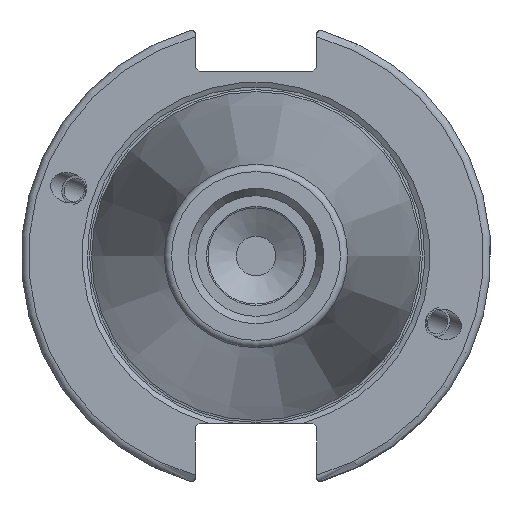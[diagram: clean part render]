
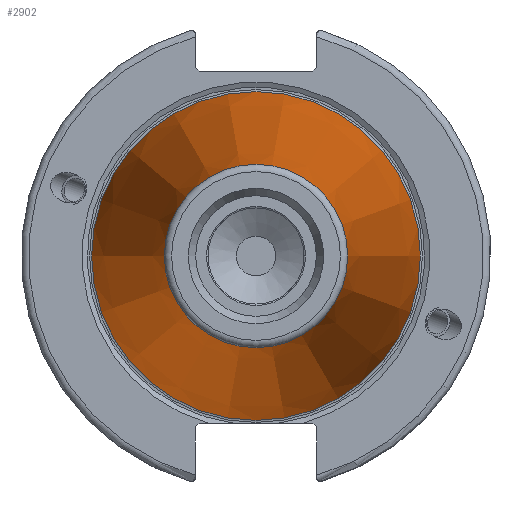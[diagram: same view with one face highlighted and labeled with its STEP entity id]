
A CAD part, left-side view. The second image highlights one B-rep face of the part: STEP entity #2902.
In plain terms, the highlighted conical face has half-angle 8.297 degrees and reference radius 17.248 mm.
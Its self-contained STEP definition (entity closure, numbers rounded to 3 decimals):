
#166=CONICAL_SURFACE('',#3283,17.248,0.145);
#314=FACE_OUTER_BOUND('',#485,.T.);
#485=EDGE_LOOP('',(#2343,#2344,#2345,#2346,#2347,#2348,#2349));
#670=LINE('',#5303,#844);
#844=VECTOR('',#3962,17.248);
#1024=CIRCLE('',#3274,12.397);
#1025=CIRCLE('',#3275,12.397);
#1029=CIRCLE('',#3279,12.397);
#1032=CIRCLE('',#3284,22.225);
#1033=CIRCLE('',#3285,22.225);
#1308=VERTEX_POINT('',#5282);
#1309=VERTEX_POINT('',#5283);
#1310=VERTEX_POINT('',#5285);
#1315=VERTEX_POINT('',#5299);
#1316=VERTEX_POINT('',#5300);
#1687=EDGE_CURVE('',#1308,#1309,#1024,.T.);
#1688=EDGE_CURVE('',#1309,#1310,#1025,.T.);
#1692=EDGE_CURVE('',#1310,#1308,#1029,.T.);
#1695=EDGE_CURVE('',#1315,#1316,#1032,.T.);
#1696=EDGE_CURVE('',#1316,#1315,#1033,.T.);
#1697=EDGE_CURVE('',#1316,#1309,#670,.T.);
#2343=ORIENTED_EDGE('',*,*,#1695,.F.);
#2344=ORIENTED_EDGE('',*,*,#1696,.F.);
#2345=ORIENTED_EDGE('',*,*,#1697,.T.);
#2346=ORIENTED_EDGE('',*,*,#1687,.F.);
#2347=ORIENTED_EDGE('',*,*,#1692,.F.);
#2348=ORIENTED_EDGE('',*,*,#1688,.F.);
#2349=ORIENTED_EDGE('',*,*,#1697,.F.);
#2902=ADVANCED_FACE('',(#314),#166,.T.);
#3274=AXIS2_PLACEMENT_3D('',#5284,#3938,#3939);
#3275=AXIS2_PLACEMENT_3D('',#5286,#3940,#3941);
#3279=AXIS2_PLACEMENT_3D('',#5292,#3948,#3949);
#3283=AXIS2_PLACEMENT_3D('',#5298,#3956,#3957);
#3284=AXIS2_PLACEMENT_3D('',#5301,#3958,#3959);
#3285=AXIS2_PLACEMENT_3D('',#5302,#3960,#3961);
#3938=DIRECTION('center_axis',(-1.,0.,0.));
#3939=DIRECTION('ref_axis',(0.,-1.,0.));
#3940=DIRECTION('center_axis',(-1.,0.,0.));
#3941=DIRECTION('ref_axis',(0.,-1.,0.));
#3948=DIRECTION('center_axis',(-1.,0.,0.));
#3949=DIRECTION('ref_axis',(0.,-1.,0.));
#3956=DIRECTION('center_axis',(1.,0.,0.));
#3957=DIRECTION('ref_axis',(0.,1.,0.));
#3958=DIRECTION('center_axis',(1.,0.,0.));
#3959=DIRECTION('ref_axis',(0.,0.,-1.));
#3960=DIRECTION('center_axis',(1.,0.,0.));
#3961=DIRECTION('ref_axis',(0.,0.,-1.));
#3962=DIRECTION('',(-0.99,0.144,0.));
#5282=CARTESIAN_POINT('',(-67.394,12.397,0.));
#5283=CARTESIAN_POINT('',(-67.394,-12.397,0.));
#5284=CARTESIAN_POINT('Origin',(-67.394,0.,0.));
#5285=CARTESIAN_POINT('',(-67.394,0.,12.397));
#5286=CARTESIAN_POINT('Origin',(-67.394,0.,0.));
#5292=CARTESIAN_POINT('Origin',(-67.394,0.,0.));
#5298=CARTESIAN_POINT('Origin',(-34.125,0.,0.));
#5299=CARTESIAN_POINT('',(0.,22.225,0.));
#5300=CARTESIAN_POINT('',(0.,-22.225,0.));
#5301=CARTESIAN_POINT('Origin',(0.,0.,0.));
#5302=CARTESIAN_POINT('Origin',(0.,0.,0.));
#5303=CARTESIAN_POINT('',(-34.125,-17.248,0.));
